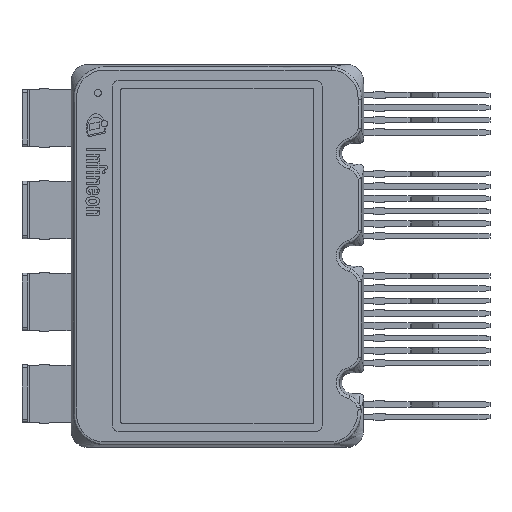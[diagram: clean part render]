
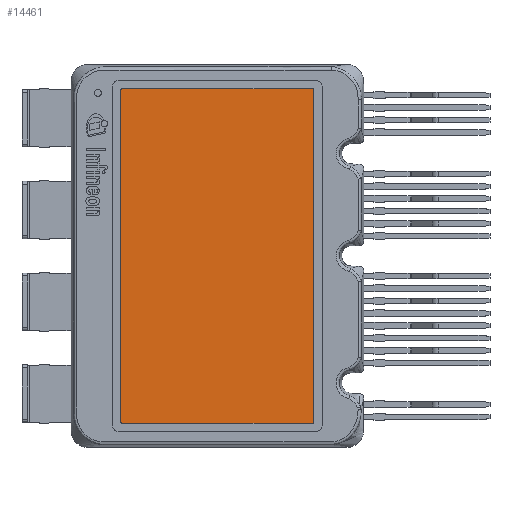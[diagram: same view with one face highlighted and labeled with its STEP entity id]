
A CAD part, top view. The second image highlights one B-rep face of the part: STEP entity #14461.
In plain terms, the highlighted planar face has unit normal (0, 0, 1).
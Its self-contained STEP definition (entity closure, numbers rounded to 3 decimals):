
#272=CIRCLE('',#15355,0.25);
#274=CIRCLE('',#15359,0.25);
#276=CIRCLE('',#15363,0.25);
#278=CIRCLE('',#15367,0.25);
#1226=FACE_OUTER_BOUND('',#2055,.T.);
#2055=EDGE_LOOP('',(#10138,#10139,#10140,#10141,#10142,#10143,#10144,#10145));
#3031=LINE('',#21408,#4566);
#3035=LINE('',#21420,#4570);
#3039=LINE('',#21432,#4574);
#3042=LINE('',#21441,#4577);
#4566=VECTOR('',#17088,1000.);
#4570=VECTOR('',#17100,1000.);
#4574=VECTOR('',#17112,1000.);
#4577=VECTOR('',#17123,1000.);
#6050=VERTEX_POINT('',#21398);
#6051=VERTEX_POINT('',#21400);
#6053=VERTEX_POINT('',#21406);
#6055=VERTEX_POINT('',#21412);
#6057=VERTEX_POINT('',#21418);
#6059=VERTEX_POINT('',#21424);
#6061=VERTEX_POINT('',#21430);
#6063=VERTEX_POINT('',#21436);
#7619=EDGE_CURVE('',#6051,#6050,#272,.T.);
#7623=EDGE_CURVE('',#6050,#6053,#3031,.T.);
#7626=EDGE_CURVE('',#6053,#6055,#274,.T.);
#7629=EDGE_CURVE('',#6055,#6057,#3035,.T.);
#7632=EDGE_CURVE('',#6057,#6059,#276,.T.);
#7635=EDGE_CURVE('',#6059,#6061,#3039,.T.);
#7638=EDGE_CURVE('',#6061,#6063,#278,.T.);
#7640=EDGE_CURVE('',#6063,#6051,#3042,.T.);
#10138=ORIENTED_EDGE('',*,*,#7619,.T.);
#10139=ORIENTED_EDGE('',*,*,#7623,.T.);
#10140=ORIENTED_EDGE('',*,*,#7626,.T.);
#10141=ORIENTED_EDGE('',*,*,#7629,.T.);
#10142=ORIENTED_EDGE('',*,*,#7632,.T.);
#10143=ORIENTED_EDGE('',*,*,#7635,.T.);
#10144=ORIENTED_EDGE('',*,*,#7638,.T.);
#10145=ORIENTED_EDGE('',*,*,#7640,.T.);
#13917=PLANE('',#15369);
#14461=ADVANCED_FACE('',(#1226),#13917,.T.);
#15355=AXIS2_PLACEMENT_3D('',#21401,#17081,#17082);
#15359=AXIS2_PLACEMENT_3D('',#21414,#17094,#17095);
#15363=AXIS2_PLACEMENT_3D('',#21426,#17106,#17107);
#15367=AXIS2_PLACEMENT_3D('',#21438,#17118,#17119);
#15369=AXIS2_PLACEMENT_3D('',#21442,#17124,#17125);
#17081=DIRECTION('center_axis',(0.,0.,1.));
#17082=DIRECTION('ref_axis',(0.,-1.,0.));
#17088=DIRECTION('',(0.,1.,0.));
#17094=DIRECTION('center_axis',(0.,0.,1.));
#17095=DIRECTION('ref_axis',(0.,-1.,0.));
#17100=DIRECTION('',(-1.,0.,0.));
#17106=DIRECTION('center_axis',(0.,0.,1.));
#17107=DIRECTION('ref_axis',(0.,-1.,0.));
#17112=DIRECTION('',(0.,-1.,0.));
#17118=DIRECTION('center_axis',(0.,0.,1.));
#17119=DIRECTION('ref_axis',(0.,-1.,0.));
#17123=DIRECTION('',(1.,0.,0.));
#17124=DIRECTION('center_axis',(0.,0.,1.));
#17125=DIRECTION('ref_axis',(0.,-1.,0.));
#21398=CARTESIAN_POINT('',(14.,-24.,3.2));
#21400=CARTESIAN_POINT('',(13.75,-24.25,3.2));
#21401=CARTESIAN_POINT('Origin',(13.75,-24.,3.2));
#21406=CARTESIAN_POINT('',(14.,24.,3.2));
#21408=CARTESIAN_POINT('',(14.,-24.,3.2));
#21412=CARTESIAN_POINT('',(13.75,24.25,3.2));
#21414=CARTESIAN_POINT('Origin',(13.75,24.,3.2));
#21418=CARTESIAN_POINT('',(-13.75,24.25,3.2));
#21420=CARTESIAN_POINT('',(13.75,24.25,3.2));
#21424=CARTESIAN_POINT('',(-14.,24.,3.2));
#21426=CARTESIAN_POINT('Origin',(-13.75,24.,3.2));
#21430=CARTESIAN_POINT('',(-14.,-24.,3.2));
#21432=CARTESIAN_POINT('',(-14.,24.,3.2));
#21436=CARTESIAN_POINT('',(-13.75,-24.25,3.2));
#21438=CARTESIAN_POINT('Origin',(-13.75,-24.,3.2));
#21441=CARTESIAN_POINT('',(-13.75,-24.25,3.2));
#21442=CARTESIAN_POINT('Origin',(13.75,-24.,3.2));
